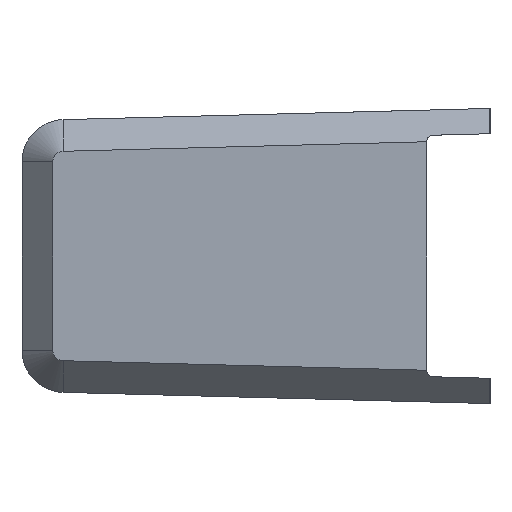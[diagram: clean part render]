
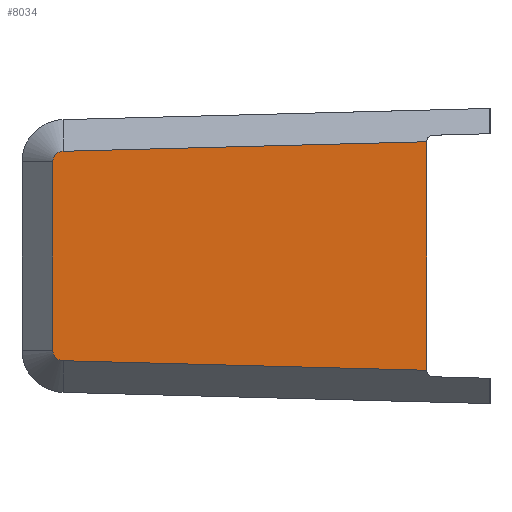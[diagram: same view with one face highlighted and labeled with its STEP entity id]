
A CAD part, left-side view. The second image highlights one B-rep face of the part: STEP entity #8034.
In plain terms, the highlighted planar face has unit normal (-1, 0.026, 0).
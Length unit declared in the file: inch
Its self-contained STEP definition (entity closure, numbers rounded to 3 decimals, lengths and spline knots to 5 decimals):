
#316=PLANE('',#8594);
#736=B_SPLINE_CURVE_WITH_KNOTS('',3,(#12455,#12456,#12457,#12458,#12459,
#12460,#12461,#12462,#12463,#12464,#12465,#12466,#12467,#12468),
 .UNSPECIFIED.,.F.,.F.,(4,2,2,2,2,2,4),(-0.09782,-0.08548,
-0.07328,-0.0489,-0.02453,-0.01234,
0.),.UNSPECIFIED.);
#737=B_SPLINE_CURVE_WITH_KNOTS('',3,(#12470,#12471,#12472,#12473,#12474,
#12475,#12476,#12477,#12478,#12479,#12480,#12481,#12482,#12483),
 .UNSPECIFIED.,.F.,.F.,(4,2,2,2,2,2,4),(-0.09782,-0.08548,
-0.07329,-0.04891,-0.02454,-0.01234,
0.),.UNSPECIFIED.);
#868=FACE_OUTER_BOUND('',#1336,.T.);
#1336=EDGE_LOOP('',(#6026,#6027,#6028,#6029,#6030,#6031));
#1991=LINE('',#12406,#2876);
#2004=LINE('',#12452,#2889);
#2005=LINE('',#12454,#2890);
#2006=LINE('',#12484,#2891);
#2876=VECTOR('',#9593,0.44704);
#2889=VECTOR('',#9614,0.54199);
#2890=VECTOR('',#9615,0.86321);
#2891=VECTOR('',#9616,0.86321);
#3956=VERTEX_POINT('',#12402);
#3957=VERTEX_POINT('',#12404);
#3971=VERTEX_POINT('',#12450);
#3972=VERTEX_POINT('',#12451);
#3973=VERTEX_POINT('',#12453);
#3974=VERTEX_POINT('',#12469);
#4755=EDGE_CURVE('',#3956,#3957,#1991,.T.);
#4769=EDGE_CURVE('',#3971,#3972,#2004,.T.);
#4770=EDGE_CURVE('',#3971,#3973,#2005,.T.);
#4771=EDGE_CURVE('',#3973,#3956,#736,.T.);
#4772=EDGE_CURVE('',#3957,#3974,#737,.T.);
#4773=EDGE_CURVE('',#3974,#3972,#2006,.T.);
#6026=ORIENTED_EDGE('',*,*,#4769,.F.);
#6027=ORIENTED_EDGE('',*,*,#4770,.T.);
#6028=ORIENTED_EDGE('',*,*,#4771,.T.);
#6029=ORIENTED_EDGE('',*,*,#4755,.T.);
#6030=ORIENTED_EDGE('',*,*,#4772,.T.);
#6031=ORIENTED_EDGE('',*,*,#4773,.T.);
#8034=ADVANCED_FACE('',(#868),#316,.T.);
#8594=AXIS2_PLACEMENT_3D('',#12449,#9612,#9613);
#9593=DIRECTION('',(0.,0.,-1.));
#9612=DIRECTION('center_axis',(-1.,0.026,0.));
#9613=DIRECTION('ref_axis',(0.,0.,1.));
#9614=DIRECTION('',(0.,0.,-1.));
#9615=DIRECTION('',(0.026,0.999,-0.026));
#9616=DIRECTION('',(-0.026,-0.999,-0.026));
#12402=CARTESIAN_POINT('',(-1.72285,1.03686,0.22352));
#12404=CARTESIAN_POINT('',(-1.72285,1.03686,-0.22352));
#12406=CARTESIAN_POINT('',(-1.72285,1.03686,0.22352));
#12449=CARTESIAN_POINT('Origin',(-1.75,0.,-0.35));
#12450=CARTESIAN_POINT('',(-1.74607,0.15,0.27099));
#12451=CARTESIAN_POINT('',(-1.74607,0.15,-0.27099));
#12452=CARTESIAN_POINT('',(-1.74607,0.15,0.27099));
#12453=CARTESIAN_POINT('',(-1.72348,1.01262,0.24841));
#12454=CARTESIAN_POINT('',(-1.74607,0.15,0.27099));
#12455=CARTESIAN_POINT('Ctrl Pts',(-1.72348,1.01262,0.24841));
#12456=CARTESIAN_POINT('Ctrl Pts',(-1.72344,1.01424,0.2484));
#12457=CARTESIAN_POINT('Ctrl Pts',(-1.7234,1.01584,0.24822));
#12458=CARTESIAN_POINT('Ctrl Pts',(-1.72332,1.01899,0.24752));
#12459=CARTESIAN_POINT('Ctrl Pts',(-1.72328,1.02051,0.24701));
#12460=CARTESIAN_POINT('Ctrl Pts',(-1.72316,1.02488,0.24503));
#12461=CARTESIAN_POINT('Ctrl Pts',(-1.72309,1.02753,0.24315));
#12462=CARTESIAN_POINT('Ctrl Pts',(-1.72298,1.03199,0.23856));
#12463=CARTESIAN_POINT('Ctrl Pts',(-1.72293,1.03381,0.23586));
#12464=CARTESIAN_POINT('Ctrl Pts',(-1.72288,1.03567,0.23144));
#12465=CARTESIAN_POINT('Ctrl Pts',(-1.72287,1.03614,0.22991));
#12466=CARTESIAN_POINT('Ctrl Pts',(-1.72285,1.03676,0.22675));
#12467=CARTESIAN_POINT('Ctrl Pts',(-1.72285,1.0369,0.22514));
#12468=CARTESIAN_POINT('Ctrl Pts',(-1.72285,1.03686,0.22352));
#12469=CARTESIAN_POINT('',(-1.72348,1.01262,-0.24841));
#12470=CARTESIAN_POINT('Ctrl Pts',(-1.72285,1.03686,-0.22352));
#12471=CARTESIAN_POINT('Ctrl Pts',(-1.72285,1.0369,-0.22514));
#12472=CARTESIAN_POINT('Ctrl Pts',(-1.72285,1.03676,-0.22675));
#12473=CARTESIAN_POINT('Ctrl Pts',(-1.72287,1.03614,-0.22991));
#12474=CARTESIAN_POINT('Ctrl Pts',(-1.72288,1.03567,-0.23144));
#12475=CARTESIAN_POINT('Ctrl Pts',(-1.72293,1.03381,-0.23586));
#12476=CARTESIAN_POINT('Ctrl Pts',(-1.72298,1.03199,-0.23856));
#12477=CARTESIAN_POINT('Ctrl Pts',(-1.72309,1.02753,-0.24315));
#12478=CARTESIAN_POINT('Ctrl Pts',(-1.72316,1.02488,-0.24503));
#12479=CARTESIAN_POINT('Ctrl Pts',(-1.72328,1.02051,-0.24701));
#12480=CARTESIAN_POINT('Ctrl Pts',(-1.72332,1.01899,-0.24752));
#12481=CARTESIAN_POINT('Ctrl Pts',(-1.7234,1.01584,-0.24822));
#12482=CARTESIAN_POINT('Ctrl Pts',(-1.72344,1.01424,-0.2484));
#12483=CARTESIAN_POINT('Ctrl Pts',(-1.72348,1.01262,-0.24841));
#12484=CARTESIAN_POINT('',(-1.72348,1.01262,-0.24841));
